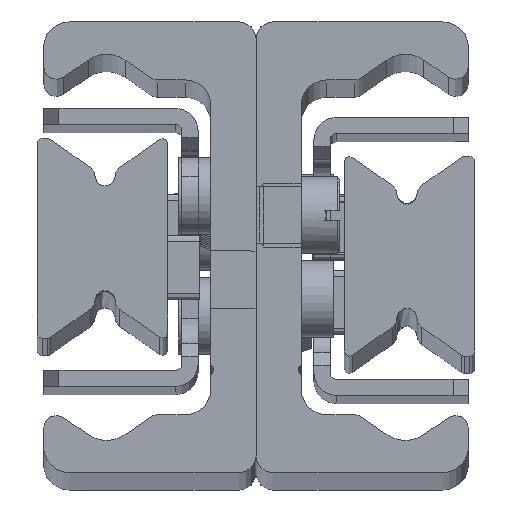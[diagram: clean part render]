
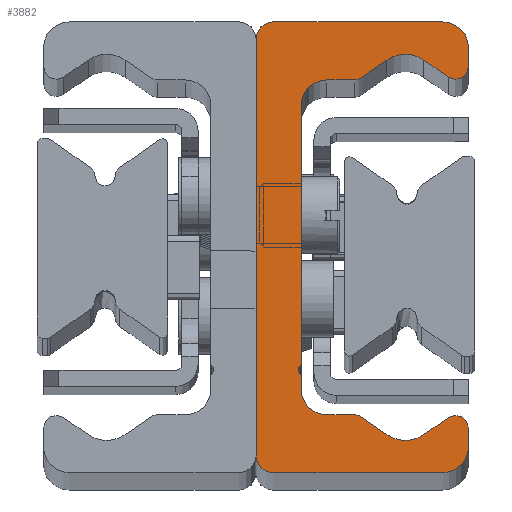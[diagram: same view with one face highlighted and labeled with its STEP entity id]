
A CAD part, top view. The second image highlights one B-rep face of the part: STEP entity #3882.
In plain terms, the highlighted planar face has unit normal (0, 0, 1).
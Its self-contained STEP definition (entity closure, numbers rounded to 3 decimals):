
#1393=CARTESIAN_POINT('',(3.5,11.0,770.0));
#1394=VERTEX_POINT('',#1393);
#1401=CARTESIAN_POINT('',(3.5,-9.067,770.0));
#1402=VERTEX_POINT('',#1401);
#1403=CARTESIAN_POINT('',(3.5,11.0,770.0));
#1404=DIRECTION('',(0.0,-1.0,0.0));
#1405=VECTOR('',#1404,20.067);
#1406=LINE('',#1403,#1405);
#1407=EDGE_CURVE('',#1394,#1402,#1406,.T.);
#1809=CARTESIAN_POINT('',(3.5,-9.933,770.0));
#1810=VERTEX_POINT('',#1809);
#1811=CARTESIAN_POINT('',(3.75,-9.5,770.0));
#1812=DIRECTION('',(0.0,0.0,1.0));
#1813=DIRECTION('',(-0.5,0.866,0.0));
#1814=AXIS2_PLACEMENT_3D('',#1811,#1812,#1813);
#1815=CIRCLE('',#1814,0.5);
#1816=EDGE_CURVE('',#1402,#1810,#1815,.T.);
#3026=CARTESIAN_POINT('',(0.0,16.2,770.0));
#3027=VERTEX_POINT('',#3026);
#3028=CARTESIAN_POINT('',(1.3,17.5,770.0));
#3029=VERTEX_POINT('',#3028);
#3030=CARTESIAN_POINT('',(1.3,16.2,770.0));
#3031=DIRECTION('',(0.0,0.0,-1.0));
#3032=DIRECTION('',(0.0,-1.0,0.0));
#3033=AXIS2_PLACEMENT_3D('',#3030,#3031,#3032);
#3034=CIRCLE('',#3033,1.3);
#3035=EDGE_CURVE('',#3027,#3029,#3034,.T.);
#3068=CARTESIAN_POINT('',(14.5,17.5,770.0));
#3069=VERTEX_POINT('',#3068);
#3070=CARTESIAN_POINT('',(1.3,17.5,770.0));
#3071=DIRECTION('',(1.0,0.0,0.0));
#3072=VECTOR('',#3071,13.2);
#3073=LINE('',#3070,#3072);
#3074=EDGE_CURVE('',#3029,#3069,#3073,.T.);
#3099=CARTESIAN_POINT('',(16.5,15.5,770.0));
#3100=VERTEX_POINT('',#3099);
#3101=CARTESIAN_POINT('',(14.5,15.5,770.0));
#3102=DIRECTION('',(0.0,0.0,-1.0));
#3103=DIRECTION('',(-1.0,0.0,0.0));
#3104=AXIS2_PLACEMENT_3D('',#3101,#3102,#3103);
#3105=CIRCLE('',#3104,2.);
#3106=EDGE_CURVE('',#3069,#3100,#3105,.T.);
#3132=CARTESIAN_POINT('',(16.5,14.042,770.0));
#3133=VERTEX_POINT('',#3132);
#3134=CARTESIAN_POINT('',(16.5,15.5,770.0));
#3135=DIRECTION('',(0.0,-1.0,0.0));
#3136=VECTOR('',#3135,1.458);
#3137=LINE('',#3134,#3136);
#3138=EDGE_CURVE('',#3100,#3133,#3137,.T.);
#3163=CARTESIAN_POINT('',(14.926,13.223,770.0));
#3164=VERTEX_POINT('',#3163);
#3165=CARTESIAN_POINT('',(15.5,14.042,770.0));
#3166=DIRECTION('',(0.0,0.0,-1.));
#3167=DIRECTION('',(0.574,0.819,0.0));
#3168=AXIS2_PLACEMENT_3D('',#3165,#3166,#3167);
#3169=CIRCLE('',#3168,1.);
#3170=EDGE_CURVE('',#3133,#3164,#3169,.T.);
#3196=CARTESIAN_POINT('',(13.034,14.548,770.0));
#3197=VERTEX_POINT('',#3196);
#3198=CARTESIAN_POINT('',(14.926,13.223,770.0));
#3199=DIRECTION('',(-0.819,0.574,0.0));
#3200=VECTOR('',#3199,2.31);
#3201=LINE('',#3198,#3200);
#3202=EDGE_CURVE('',#3164,#3197,#3201,.T.);
#3227=CARTESIAN_POINT('',(10.166,14.548,770.0));
#3228=VERTEX_POINT('',#3227);
#3229=CARTESIAN_POINT('',(11.6,12.5,770.0));
#3230=DIRECTION('',(0.0,0.0,1.0));
#3231=DIRECTION('',(0.574,0.819,0.0));
#3232=AXIS2_PLACEMENT_3D('',#3229,#3230,#3231);
#3233=CIRCLE('',#3232,2.5);
#3234=EDGE_CURVE('',#3197,#3228,#3233,.T.);
#3260=CARTESIAN_POINT('',(8.214,13.181,770.0));
#3261=VERTEX_POINT('',#3260);
#3262=CARTESIAN_POINT('',(10.166,14.548,770.0));
#3263=DIRECTION('',(-0.819,-0.574,0.0));
#3264=VECTOR('',#3263,2.383);
#3265=LINE('',#3262,#3264);
#3266=EDGE_CURVE('',#3228,#3261,#3265,.T.);
#3291=CARTESIAN_POINT('',(7.64,13.0,770.0));
#3292=VERTEX_POINT('',#3291);
#3293=CARTESIAN_POINT('',(7.64,14.,770.0));
#3294=DIRECTION('',(0.0,0.0,-1.0));
#3295=DIRECTION('',(0.0,1.0,0.0));
#3296=AXIS2_PLACEMENT_3D('',#3293,#3294,#3295);
#3297=CIRCLE('',#3296,1.);
#3298=EDGE_CURVE('',#3261,#3292,#3297,.T.);
#3324=CARTESIAN_POINT('',(5.5,13.0,770.0));
#3325=VERTEX_POINT('',#3324);
#3326=CARTESIAN_POINT('',(7.64,13.0,770.0));
#3327=DIRECTION('',(-1.0,0.0,0.0));
#3328=VECTOR('',#3327,2.14);
#3329=LINE('',#3326,#3328);
#3330=EDGE_CURVE('',#3292,#3325,#3329,.T.);
#3355=CARTESIAN_POINT('',(5.5,11.0,770.0));
#3356=DIRECTION('',(0.0,0.0,1.0));
#3357=DIRECTION('',(0.0,1.0,0.0));
#3358=AXIS2_PLACEMENT_3D('',#3355,#3356,#3357);
#3359=CIRCLE('',#3358,2.0);
#3360=EDGE_CURVE('',#3325,#1394,#3359,.T.);
#3379=CARTESIAN_POINT('',(3.5,-11.0,770.0));
#3380=VERTEX_POINT('',#3379);
#3381=CARTESIAN_POINT('',(3.5,-9.933,770.0));
#3382=DIRECTION('',(0.0,-1.0,0.0));
#3383=VECTOR('',#3382,1.067);
#3384=LINE('',#3381,#3383);
#3385=EDGE_CURVE('',#1810,#3380,#3384,.T.);
#3410=CARTESIAN_POINT('',(5.5,-13.0,770.0));
#3411=VERTEX_POINT('',#3410);
#3412=CARTESIAN_POINT('',(5.5,-11.0,770.0));
#3413=DIRECTION('',(0.0,0.0,1.0));
#3414=DIRECTION('',(-1.0,0.0,0.0));
#3415=AXIS2_PLACEMENT_3D('',#3412,#3413,#3414);
#3416=CIRCLE('',#3415,2.0);
#3417=EDGE_CURVE('',#3380,#3411,#3416,.T.);
#3443=CARTESIAN_POINT('',(7.64,-13.0,770.0));
#3444=VERTEX_POINT('',#3443);
#3445=CARTESIAN_POINT('',(5.5,-13.0,770.0));
#3446=DIRECTION('',(1.0,0.0,0.0));
#3447=VECTOR('',#3446,2.14);
#3448=LINE('',#3445,#3447);
#3449=EDGE_CURVE('',#3411,#3444,#3448,.T.);
#3474=CARTESIAN_POINT('',(8.214,-13.181,770.0));
#3475=VERTEX_POINT('',#3474);
#3476=CARTESIAN_POINT('',(7.64,-14.0,770.0));
#3477=DIRECTION('',(0.0,0.0,-1.0));
#3478=DIRECTION('',(-0.574,-0.819,0.0));
#3479=AXIS2_PLACEMENT_3D('',#3476,#3477,#3478);
#3480=CIRCLE('',#3479,1.);
#3481=EDGE_CURVE('',#3444,#3475,#3480,.T.);
#3507=CARTESIAN_POINT('',(10.166,-14.548,770.0));
#3508=VERTEX_POINT('',#3507);
#3509=CARTESIAN_POINT('',(8.214,-13.181,770.0));
#3510=DIRECTION('',(0.819,-0.574,0.0));
#3511=VECTOR('',#3510,2.383);
#3512=LINE('',#3509,#3511);
#3513=EDGE_CURVE('',#3475,#3508,#3512,.T.);
#3538=CARTESIAN_POINT('',(13.034,-14.548,770.0));
#3539=VERTEX_POINT('',#3538);
#3540=CARTESIAN_POINT('',(11.6,-12.5,770.0));
#3541=DIRECTION('',(0.0,0.0,1.));
#3542=DIRECTION('',(-0.574,-0.819,0.0));
#3543=AXIS2_PLACEMENT_3D('',#3540,#3541,#3542);
#3544=CIRCLE('',#3543,2.5);
#3545=EDGE_CURVE('',#3508,#3539,#3544,.T.);
#3571=CARTESIAN_POINT('',(14.926,-13.223,770.0));
#3572=VERTEX_POINT('',#3571);
#3573=CARTESIAN_POINT('',(13.034,-14.548,770.0));
#3574=DIRECTION('',(0.819,0.574,0.0));
#3575=VECTOR('',#3574,2.31);
#3576=LINE('',#3573,#3575);
#3577=EDGE_CURVE('',#3539,#3572,#3576,.T.);
#3602=CARTESIAN_POINT('',(16.5,-14.042,770.0));
#3603=VERTEX_POINT('',#3602);
#3604=CARTESIAN_POINT('',(15.5,-14.042,770.0));
#3605=DIRECTION('',(0.0,0.0,-1.0));
#3606=DIRECTION('',(-1.0,0.0,0.0));
#3607=AXIS2_PLACEMENT_3D('',#3604,#3605,#3606);
#3608=CIRCLE('',#3607,1.);
#3609=EDGE_CURVE('',#3572,#3603,#3608,.T.);
#3635=CARTESIAN_POINT('',(16.5,-15.5,770.0));
#3636=VERTEX_POINT('',#3635);
#3637=CARTESIAN_POINT('',(16.5,-14.042,770.0));
#3638=DIRECTION('',(0.0,-1.0,0.0));
#3639=VECTOR('',#3638,1.458);
#3640=LINE('',#3637,#3639);
#3641=EDGE_CURVE('',#3603,#3636,#3640,.T.);
#3666=CARTESIAN_POINT('',(14.5,-17.5,770.0));
#3667=VERTEX_POINT('',#3666);
#3668=CARTESIAN_POINT('',(14.5,-15.5,770.0));
#3669=DIRECTION('',(0.0,0.0,-1.0));
#3670=DIRECTION('',(0.0,1.0,0.0));
#3671=AXIS2_PLACEMENT_3D('',#3668,#3669,#3670);
#3672=CIRCLE('',#3671,2.);
#3673=EDGE_CURVE('',#3636,#3667,#3672,.T.);
#3699=CARTESIAN_POINT('',(1.3,-17.5,770.0));
#3700=VERTEX_POINT('',#3699);
#3701=CARTESIAN_POINT('',(14.5,-17.5,770.0));
#3702=DIRECTION('',(-1.0,0.0,0.0));
#3703=VECTOR('',#3702,13.2);
#3704=LINE('',#3701,#3703);
#3705=EDGE_CURVE('',#3667,#3700,#3704,.T.);
#3730=CARTESIAN_POINT('',(0.0,-16.2,770.0));
#3731=VERTEX_POINT('',#3730);
#3732=CARTESIAN_POINT('',(1.3,-16.2,770.0));
#3733=DIRECTION('',(0.0,0.0,-1.0));
#3734=DIRECTION('',(1.0,0.0,0.0));
#3735=AXIS2_PLACEMENT_3D('',#3732,#3733,#3734);
#3736=CIRCLE('',#3735,1.3);
#3737=EDGE_CURVE('',#3700,#3731,#3736,.T.);
#3763=CARTESIAN_POINT('',(0.0,-16.2,770.0));
#3764=DIRECTION('',(0.0,1.0,0.0));
#3765=VECTOR('',#3764,32.4);
#3766=LINE('',#3763,#3765);
#3767=EDGE_CURVE('',#3731,#3027,#3766,.T.);
#3849=CARTESIAN_POINT('',(5.942,-0.014,770.0));
#3850=DIRECTION('',(0.0,0.0,1.0));
#3851=DIRECTION('',(1.0,0.0,0.0));
#3852=AXIS2_PLACEMENT_3D('',#3849,#3850,#3851);
#3853=PLANE('',#3852);
#3854=ORIENTED_EDGE('',*,*,#3035,.F.);
#3855=ORIENTED_EDGE('',*,*,#3767,.F.);
#3856=ORIENTED_EDGE('',*,*,#3737,.F.);
#3857=ORIENTED_EDGE('',*,*,#3705,.F.);
#3858=ORIENTED_EDGE('',*,*,#3673,.F.);
#3859=ORIENTED_EDGE('',*,*,#3641,.F.);
#3860=ORIENTED_EDGE('',*,*,#3609,.F.);
#3861=ORIENTED_EDGE('',*,*,#3577,.F.);
#3862=ORIENTED_EDGE('',*,*,#3545,.F.);
#3863=ORIENTED_EDGE('',*,*,#3513,.F.);
#3864=ORIENTED_EDGE('',*,*,#3481,.F.);
#3865=ORIENTED_EDGE('',*,*,#3449,.F.);
#3866=ORIENTED_EDGE('',*,*,#3417,.F.);
#3867=ORIENTED_EDGE('',*,*,#3385,.F.);
#3868=ORIENTED_EDGE('',*,*,#1816,.F.);
#3869=ORIENTED_EDGE('',*,*,#1407,.F.);
#3870=ORIENTED_EDGE('',*,*,#3360,.F.);
#3871=ORIENTED_EDGE('',*,*,#3330,.F.);
#3872=ORIENTED_EDGE('',*,*,#3298,.F.);
#3873=ORIENTED_EDGE('',*,*,#3266,.F.);
#3874=ORIENTED_EDGE('',*,*,#3234,.F.);
#3875=ORIENTED_EDGE('',*,*,#3202,.F.);
#3876=ORIENTED_EDGE('',*,*,#3170,.F.);
#3877=ORIENTED_EDGE('',*,*,#3138,.F.);
#3878=ORIENTED_EDGE('',*,*,#3106,.F.);
#3879=ORIENTED_EDGE('',*,*,#3074,.F.);
#3880=EDGE_LOOP('',(#3854,#3855,#3856,#3857,#3858,#3859,#3860,#3861,#3862,#3863,#3864,#3865,#3866,#3867,#3868,#3869,#3870,#3871,#3872,#3873,#3874,#3875,#3876,#3877,#3878,#3879));
#3881=FACE_OUTER_BOUND('',#3880,.T.);
#3882=ADVANCED_FACE('',(#3881),#3853,.T.);
